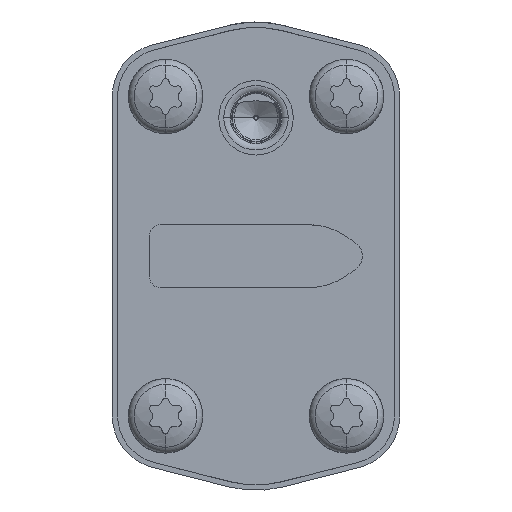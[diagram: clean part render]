
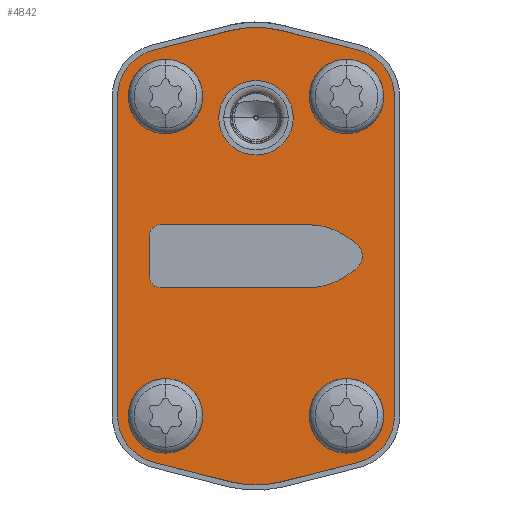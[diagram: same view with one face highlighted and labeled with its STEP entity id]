
A CAD part, front view. The second image highlights one B-rep face of the part: STEP entity #4842.
In plain terms, the highlighted face is planar.
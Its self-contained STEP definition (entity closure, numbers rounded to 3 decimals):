
#4081=CARTESIAN_POINT('',(8.5,1.8,-15.));
#4082=DIRECTION('',(0.,-1.,0.));
#4083=DIRECTION('',(0.246,0.,-0.969));
#4084=AXIS2_PLACEMENT_3D('',#4081,#4082,#4083);
#4089=DIRECTION('',(0.,0.,1.));
#4090=VECTOR('',#4089,30.);
#4091=CARTESIAN_POINT('',(13.,1.8,-15.));
#4092=LINE('',#4091,#4090);
#4096=CARTESIAN_POINT('',(8.5,1.8,15.));
#4097=DIRECTION('',(0.,-1.,0.));
#4098=DIRECTION('',(1.,0.,0.));
#4099=AXIS2_PLACEMENT_3D('',#4096,#4097,#4098);
#4104=DIRECTION('',(-0.969,0.,0.246));
#4105=VECTOR('',#4104,7.5);
#4106=CARTESIAN_POINT('',(9.608,1.8,19.362));
#4107=LINE('',#4106,#4105);
#4111=CARTESIAN_POINT('',(0.,1.8,12.));
#4112=DIRECTION('',(0.,-1.,0.));
#4113=DIRECTION('',(0.246,0.,0.969));
#4114=AXIS2_PLACEMENT_3D('',#4111,#4112,#4113);
#4119=DIRECTION('',(-0.969,0.,-0.246));
#4120=VECTOR('',#4119,7.5);
#4121=CARTESIAN_POINT('',(-2.338,1.8,21.208));
#4122=LINE('',#4121,#4120);
#4126=CARTESIAN_POINT('',(-8.5,1.8,15.));
#4127=DIRECTION('',(0.,-1.,0.));
#4128=DIRECTION('',(-0.246,0.,0.969));
#4129=AXIS2_PLACEMENT_3D('',#4126,#4127,#4128);
#4134=DIRECTION('',(0.,0.,-1.));
#4135=VECTOR('',#4134,30.);
#4136=CARTESIAN_POINT('',(-13.,1.8,15.));
#4137=LINE('',#4136,#4135);
#4141=CARTESIAN_POINT('',(-8.5,1.8,-15.));
#4142=DIRECTION('',(0.,-1.,0.));
#4143=DIRECTION('',(-1.,0.,0.));
#4144=AXIS2_PLACEMENT_3D('',#4141,#4142,#4143);
#4149=DIRECTION('',(0.969,0.,-0.246));
#4150=VECTOR('',#4149,7.5);
#4151=CARTESIAN_POINT('',(-9.608,1.8,-19.362));
#4152=LINE('',#4151,#4150);
#4156=CARTESIAN_POINT('',(0.,1.8,-12.));
#4157=DIRECTION('',(0.,-1.,0.));
#4158=DIRECTION('',(-0.246,0.,-0.969));
#4159=AXIS2_PLACEMENT_3D('',#4156,#4157,#4158);
#4164=DIRECTION('',(0.969,0.,0.246));
#4165=VECTOR('',#4164,7.5);
#4166=CARTESIAN_POINT('',(2.338,1.8,-21.208));
#4167=LINE('',#4166,#4165);
#4171=CARTESIAN_POINT('',(-8.5,1.8,15.));
#4172=DIRECTION('',(0.,1.,0.));
#4173=DIRECTION('',(1.,0.,0.));
#4174=AXIS2_PLACEMENT_3D('',#4171,#4172,#4173);
#4179=CARTESIAN_POINT('',(-8.5,1.8,15.));
#4180=DIRECTION('',(0.,1.,0.));
#4181=DIRECTION('',(-1.,0.,0.));
#4182=AXIS2_PLACEMENT_3D('',#4179,#4180,#4181);
#4187=CARTESIAN_POINT('',(8.5,1.8,15.));
#4188=DIRECTION('',(0.,1.,0.));
#4189=DIRECTION('',(1.,0.,0.));
#4190=AXIS2_PLACEMENT_3D('',#4187,#4188,#4189);
#4195=CARTESIAN_POINT('',(8.5,1.8,15.));
#4196=DIRECTION('',(0.,1.,0.));
#4197=DIRECTION('',(-1.,0.,0.));
#4198=AXIS2_PLACEMENT_3D('',#4195,#4196,#4197);
#4203=CARTESIAN_POINT('',(8.5,1.8,-15.));
#4204=DIRECTION('',(0.,1.,0.));
#4205=DIRECTION('',(1.,0.,0.));
#4206=AXIS2_PLACEMENT_3D('',#4203,#4204,#4205);
#4211=CARTESIAN_POINT('',(8.5,1.8,-15.));
#4212=DIRECTION('',(0.,1.,0.));
#4213=DIRECTION('',(-1.,0.,0.));
#4214=AXIS2_PLACEMENT_3D('',#4211,#4212,#4213);
#4219=CARTESIAN_POINT('',(-8.5,1.8,-15.));
#4220=DIRECTION('',(0.,1.,0.));
#4221=DIRECTION('',(1.,0.,0.));
#4222=AXIS2_PLACEMENT_3D('',#4219,#4220,#4221);
#4227=CARTESIAN_POINT('',(-8.5,1.8,-15.));
#4228=DIRECTION('',(0.,1.,0.));
#4229=DIRECTION('',(-1.,0.,0.));
#4230=AXIS2_PLACEMENT_3D('',#4227,#4228,#4229);
#4235=CARTESIAN_POINT('',(0.,1.8,-13.));
#4236=DIRECTION('',(0.,1.,0.));
#4237=DIRECTION('',(1.,0.,0.));
#4238=AXIS2_PLACEMENT_3D('',#4235,#4236,#4237);
#4243=CARTESIAN_POINT('',(0.,1.8,-13.));
#4244=DIRECTION('',(0.,1.,0.));
#4245=DIRECTION('',(-1.,0.,0.));
#4246=AXIS2_PLACEMENT_3D('',#4243,#4244,#4245);
#4251=DIRECTION('',(-1.,0.,0.));
#4252=VECTOR('',#4251,12.);
#4253=CARTESIAN_POINT('',(6.,1.8,-1.241));
#4254=LINE('',#4253,#4252);
#4258=DIRECTION('',(0.,0.,1.));
#4259=VECTOR('',#4258,2.481);
#4260=CARTESIAN_POINT('',(-6.,1.8,-1.241));
#4261=LINE('',#4260,#4259);
#4265=DIRECTION('',(0.,0.,-1.));
#4266=VECTOR('',#4265,2.481);
#4267=CARTESIAN_POINT('',(6.,1.8,1.241));
#4268=LINE('',#4267,#4266);
#4447=DIRECTION('',(-1.,0.,0.));
#4448=VECTOR('',#4447,12.);
#4449=CARTESIAN_POINT('',(6.,1.8,1.241));
#4450=LINE('',#4449,#4448);
#4604=CARTESIAN_POINT('',(9.608,1.8,-19.362));
#4605=VERTEX_POINT('',#4604);
#4606=CARTESIAN_POINT('',(13.,1.8,-15.));
#4607=VERTEX_POINT('',#4606);
#4608=CARTESIAN_POINT('',(2.338,1.8,-21.208));
#4609=VERTEX_POINT('',#4608);
#4610=CARTESIAN_POINT('',(13.,1.8,15.));
#4611=VERTEX_POINT('',#4610);
#4612=CARTESIAN_POINT('',(9.608,1.8,19.362));
#4613=VERTEX_POINT('',#4612);
#4614=CARTESIAN_POINT('',(2.338,1.8,21.208));
#4615=VERTEX_POINT('',#4614);
#4616=CARTESIAN_POINT('',(-2.338,1.8,21.208));
#4617=VERTEX_POINT('',#4616);
#4618=CARTESIAN_POINT('',(-9.608,1.8,19.362));
#4619=VERTEX_POINT('',#4618);
#4620=CARTESIAN_POINT('',(-13.,1.8,15.));
#4621=VERTEX_POINT('',#4620);
#4622=CARTESIAN_POINT('',(-13.,1.8,-15.));
#4623=VERTEX_POINT('',#4622);
#4624=CARTESIAN_POINT('',(-9.608,1.8,-19.362));
#4625=VERTEX_POINT('',#4624);
#4626=CARTESIAN_POINT('',(-2.338,1.8,-21.208));
#4627=VERTEX_POINT('',#4626);
#4628=CARTESIAN_POINT('',(-6.5,1.8,15.));
#4629=CARTESIAN_POINT('',(-10.5,1.8,15.));
#4630=VERTEX_POINT('',#4628);
#4631=VERTEX_POINT('',#4629);
#4632=CARTESIAN_POINT('',(10.5,1.8,15.));
#4633=CARTESIAN_POINT('',(6.5,1.8,15.));
#4634=VERTEX_POINT('',#4632);
#4635=VERTEX_POINT('',#4633);
#4636=CARTESIAN_POINT('',(10.5,1.8,-15.));
#4637=CARTESIAN_POINT('',(6.5,1.8,-15.));
#4638=VERTEX_POINT('',#4636);
#4639=VERTEX_POINT('',#4637);
#4640=CARTESIAN_POINT('',(-6.5,1.8,-15.));
#4641=CARTESIAN_POINT('',(-10.5,1.8,-15.));
#4642=VERTEX_POINT('',#4640);
#4643=VERTEX_POINT('',#4641);
#4644=CARTESIAN_POINT('',(2.4,1.8,-13.));
#4645=CARTESIAN_POINT('',(-2.4,1.8,-13.));
#4646=VERTEX_POINT('',#4644);
#4647=VERTEX_POINT('',#4645);
#4648=CARTESIAN_POINT('',(6.,1.8,-1.241));
#4649=CARTESIAN_POINT('',(-6.,1.8,-1.241));
#4650=VERTEX_POINT('',#4648);
#4651=VERTEX_POINT('',#4649);
#4652=CARTESIAN_POINT('',(-6.,1.8,1.241));
#4653=VERTEX_POINT('',#4652);
#4654=CARTESIAN_POINT('',(6.,1.8,1.241));
#4655=VERTEX_POINT('',#4654);
#4773=CARTESIAN_POINT('',(0.,1.8,0.));
#4774=DIRECTION('',(0.,1.,0.));
#4775=DIRECTION('',(1.,0.,0.));
#4776=AXIS2_PLACEMENT_3D('',#4773,#4774,#4775);
#4777=PLANE('',#4776);
#4778=ORIENTED_EDGE('',*,*,#4754,.T.);
#4780=ORIENTED_EDGE('',*,*,#4779,.T.);
#4782=ORIENTED_EDGE('',*,*,#4781,.T.);
#4784=ORIENTED_EDGE('',*,*,#4783,.T.);
#4786=ORIENTED_EDGE('',*,*,#4785,.T.);
#4788=ORIENTED_EDGE('',*,*,#4787,.T.);
#4790=ORIENTED_EDGE('',*,*,#4789,.T.);
#4792=ORIENTED_EDGE('',*,*,#4791,.T.);
#4794=ORIENTED_EDGE('',*,*,#4793,.T.);
#4796=ORIENTED_EDGE('',*,*,#4795,.T.);
#4798=ORIENTED_EDGE('',*,*,#4797,.T.);
#4799=ORIENTED_EDGE('',*,*,#4765,.T.);
#4800=EDGE_LOOP('',(#4778,#4780,#4782,#4784,#4786,#4788,#4790,#4792,#4794,#4796,
#4798,#4799));
#4801=FACE_OUTER_BOUND('',#4800,.F.);
#4803=ORIENTED_EDGE('',*,*,#4802,.T.);
#4805=ORIENTED_EDGE('',*,*,#4804,.T.);
#4806=EDGE_LOOP('',(#4803,#4805));
#4807=FACE_BOUND('',#4806,.F.);
#4809=ORIENTED_EDGE('',*,*,#4808,.T.);
#4811=ORIENTED_EDGE('',*,*,#4810,.T.);
#4812=EDGE_LOOP('',(#4809,#4811));
#4813=FACE_BOUND('',#4812,.F.);
#4815=ORIENTED_EDGE('',*,*,#4814,.T.);
#4817=ORIENTED_EDGE('',*,*,#4816,.T.);
#4818=EDGE_LOOP('',(#4815,#4817));
#4819=FACE_BOUND('',#4818,.F.);
#4821=ORIENTED_EDGE('',*,*,#4820,.T.);
#4823=ORIENTED_EDGE('',*,*,#4822,.T.);
#4824=EDGE_LOOP('',(#4821,#4823));
#4825=FACE_BOUND('',#4824,.F.);
#4827=ORIENTED_EDGE('',*,*,#4826,.T.);
#4829=ORIENTED_EDGE('',*,*,#4828,.T.);
#4830=EDGE_LOOP('',(#4827,#4829));
#4831=FACE_BOUND('',#4830,.F.);
#4833=ORIENTED_EDGE('',*,*,#4832,.T.);
#4835=ORIENTED_EDGE('',*,*,#4834,.T.);
#4837=ORIENTED_EDGE('',*,*,#4836,.F.);
#4839=ORIENTED_EDGE('',*,*,#4838,.T.);
#4840=EDGE_LOOP('',(#4833,#4835,#4837,#4839));
#4841=FACE_BOUND('',#4840,.F.);
#4085=CIRCLE('',#4084,4.5);
#4100=CIRCLE('',#4099,4.5);
#4115=CIRCLE('',#4114,9.5);
#4130=CIRCLE('',#4129,4.5);
#4145=CIRCLE('',#4144,4.5);
#4160=CIRCLE('',#4159,9.5);
#4175=CIRCLE('',#4174,2.);
#4183=CIRCLE('',#4182,2.);
#4191=CIRCLE('',#4190,2.);
#4199=CIRCLE('',#4198,2.);
#4207=CIRCLE('',#4206,2.);
#4215=CIRCLE('',#4214,2.);
#4223=CIRCLE('',#4222,2.);
#4231=CIRCLE('',#4230,2.);
#4239=CIRCLE('',#4238,2.4);
#4247=CIRCLE('',#4246,2.4);
#4754=EDGE_CURVE('',#4605,#4607,#4085,.T.);
#4765=EDGE_CURVE('',#4609,#4605,#4167,.T.);
#4779=EDGE_CURVE('',#4607,#4611,#4092,.T.);
#4781=EDGE_CURVE('',#4611,#4613,#4100,.T.);
#4783=EDGE_CURVE('',#4613,#4615,#4107,.T.);
#4785=EDGE_CURVE('',#4615,#4617,#4115,.T.);
#4787=EDGE_CURVE('',#4617,#4619,#4122,.T.);
#4789=EDGE_CURVE('',#4619,#4621,#4130,.T.);
#4791=EDGE_CURVE('',#4621,#4623,#4137,.T.);
#4793=EDGE_CURVE('',#4623,#4625,#4145,.T.);
#4795=EDGE_CURVE('',#4625,#4627,#4152,.T.);
#4797=EDGE_CURVE('',#4627,#4609,#4160,.T.);
#4802=EDGE_CURVE('',#4630,#4631,#4175,.T.);
#4804=EDGE_CURVE('',#4631,#4630,#4183,.T.);
#4808=EDGE_CURVE('',#4634,#4635,#4191,.T.);
#4810=EDGE_CURVE('',#4635,#4634,#4199,.T.);
#4814=EDGE_CURVE('',#4638,#4639,#4207,.T.);
#4816=EDGE_CURVE('',#4639,#4638,#4215,.T.);
#4820=EDGE_CURVE('',#4642,#4643,#4223,.T.);
#4822=EDGE_CURVE('',#4643,#4642,#4231,.T.);
#4826=EDGE_CURVE('',#4646,#4647,#4239,.T.);
#4828=EDGE_CURVE('',#4647,#4646,#4247,.T.);
#4832=EDGE_CURVE('',#4650,#4651,#4254,.T.);
#4834=EDGE_CURVE('',#4651,#4653,#4261,.T.);
#4836=EDGE_CURVE('',#4655,#4653,#4450,.T.);
#4838=EDGE_CURVE('',#4655,#4650,#4268,.T.);
#4842=ADVANCED_FACE('',(#4801,#4807,#4813,#4819,#4825,#4831,#4841),#4777,.T.);
